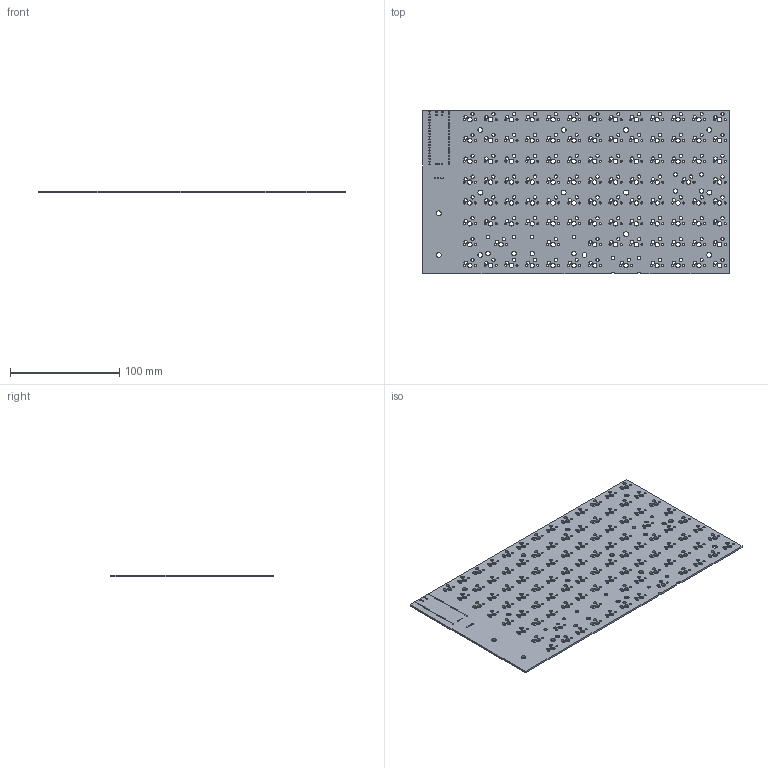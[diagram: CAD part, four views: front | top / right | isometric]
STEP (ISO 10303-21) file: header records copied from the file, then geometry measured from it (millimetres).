
FILE_DESCRIPTION(('KiCad electronic assembly'),'2;1');
FILE_NAME('Ortholith.step','2023-01-11T18:09:30',('Pcbnew'),('Kicad'), 'Open CASCADE STEP processor 7.5','KiCad to STEP converter','Unknown' );
FILE_SCHEMA(('AUTOMOTIVE_DESIGN { 1 0 10303 214 1 1 1 1 }'));
Length unit declared in the file: millimetre
Products named in the file (2): Ortholith 1; Ortholith PCB
Assembly tree (1 placements, depth 2):
  Ortholith 1
    Ortholith PCB
Bounding box: 280.67 x 149.86 x 1.6 mm (x, y, z)
Volume: 61409.2 mm3; surface area: 85892.4 mm2
Topology: 1 solids, 1 shells, 603 faces, 1803 edges, 1202 vertices
Faces by surface type: cylinder 576, plane 27
Full cylindrical faces by diameter (mm): 1 x4, 1.02 x43, 1.5 x2, 1.8 x2, 1.9 x198, 3 x198, 3.048 x2, 3.05 x6, 3.988 x2, 4 x4, 4.1 x99, 4.5 x14
Entity records: 46783 total; most frequent: DIRECTION 7763, CARTESIAN_POINT 7224, ORIENTED_EDGE 3606, PCURVE 3606, DEFINITIONAL_REPRESENTATION 3606, LINE 3097, VECTOR 3097, CIRCLE 2304
